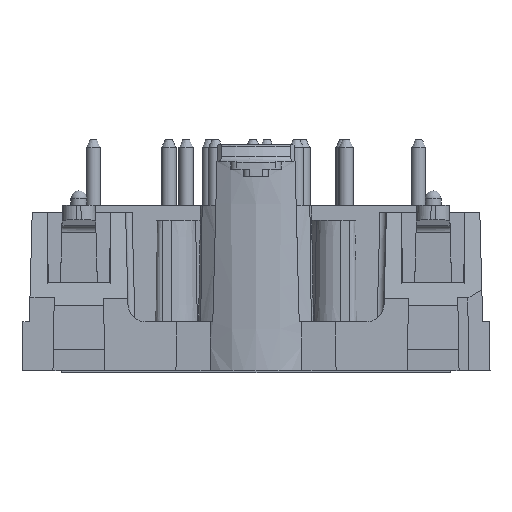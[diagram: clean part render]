
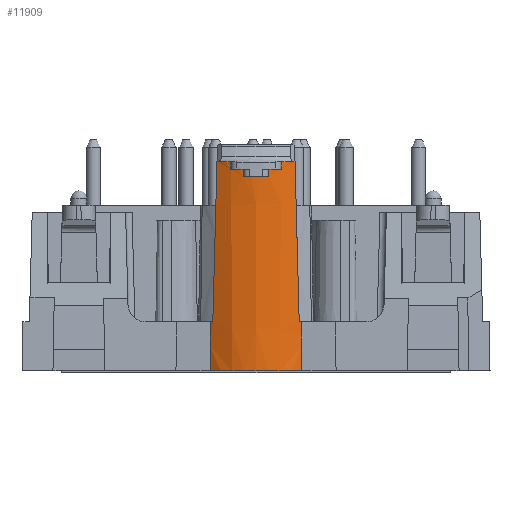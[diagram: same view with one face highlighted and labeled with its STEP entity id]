
A CAD part, left-side view. The second image highlights one B-rep face of the part: STEP entity #11909.
In plain terms, the highlighted conical face has half-angle 0.516 degrees and reference radius 5.5 mm.
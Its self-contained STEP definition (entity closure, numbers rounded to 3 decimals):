
#42=ELLIPSE('',#16420,283.039,6.957);
#43=ELLIPSE('',#16436,283.039,6.957);
#84=ELLIPSE('',#16646,248.172,3.71);
#85=ELLIPSE('',#16649,248.172,3.71);
#231=CONICAL_SURFACE('',#16647,5.5,0.009);
#339=CIRCLE('',#16422,5.6);
#340=CIRCLE('',#16425,5.595);
#341=CIRCLE('',#16428,5.591);
#342=CIRCLE('',#16431,5.595);
#343=CIRCLE('',#16434,5.6);
#406=CIRCLE('',#16629,5.5);
#408=CIRCLE('',#16632,5.5);
#412=CIRCLE('',#16648,5.469);
#847=B_SPLINE_CURVE_WITH_KNOTS('',3,(#24172,#24173,#24174,#24175,#24176,
#24177,#24178),.UNSPECIFIED.,.F.,.F.,(4,3,4),(0.002,0.002,
0.002),.UNSPECIFIED.);
#848=B_SPLINE_CURVE_WITH_KNOTS('',3,(#24186,#24187,#24188,#24189,#24190,
#24191,#24192),.UNSPECIFIED.,.F.,.F.,(4,3,4),(0.002,0.002,
0.003),.UNSPECIFIED.);
#849=B_SPLINE_CURVE_WITH_KNOTS('',3,(#24200,#24201,#24202,#24203,#24204,
#24205,#24206),.UNSPECIFIED.,.F.,.F.,(4,3,4),(0.002,0.002,
0.002),.UNSPECIFIED.);
#850=B_SPLINE_CURVE_WITH_KNOTS('',3,(#24214,#24215,#24216,#24217,#24218,
#24219,#24220),.UNSPECIFIED.,.F.,.F.,(4,3,4),(0.002,0.002,
0.002),.UNSPECIFIED.);
#2589=ORIENTED_EDGE('',*,*,#5253,.F.);
#2590=ORIENTED_EDGE('',*,*,#5254,.F.);
#2591=ORIENTED_EDGE('',*,*,#5229,.T.);
#2592=ORIENTED_EDGE('',*,*,#5028,.F.);
#2593=ORIENTED_EDGE('',*,*,#5026,.T.);
#2594=ORIENTED_EDGE('',*,*,#5024,.T.);
#2595=ORIENTED_EDGE('',*,*,#5022,.T.);
#2596=ORIENTED_EDGE('',*,*,#5020,.T.);
#2597=ORIENTED_EDGE('',*,*,#5018,.T.);
#2598=ORIENTED_EDGE('',*,*,#5016,.T.);
#2599=ORIENTED_EDGE('',*,*,#5014,.T.);
#2600=ORIENTED_EDGE('',*,*,#5012,.T.);
#2601=ORIENTED_EDGE('',*,*,#5010,.T.);
#2602=ORIENTED_EDGE('',*,*,#5008,.F.);
#2603=ORIENTED_EDGE('',*,*,#5227,.T.);
#2604=ORIENTED_EDGE('',*,*,#5251,.T.);
#5008=EDGE_CURVE('',#6516,#6517,#42,.F.);
#5010=EDGE_CURVE('',#6518,#6517,#339,.T.);
#5012=EDGE_CURVE('',#6519,#6518,#847,.T.);
#5014=EDGE_CURVE('',#6520,#6519,#340,.T.);
#5016=EDGE_CURVE('',#6521,#6520,#848,.T.);
#5018=EDGE_CURVE('',#6522,#6521,#341,.T.);
#5020=EDGE_CURVE('',#6523,#6522,#849,.T.);
#5022=EDGE_CURVE('',#6524,#6523,#342,.T.);
#5024=EDGE_CURVE('',#6525,#6524,#850,.T.);
#5026=EDGE_CURVE('',#6526,#6525,#343,.T.);
#5028=EDGE_CURVE('',#6526,#6527,#43,.F.);
#5227=EDGE_CURVE('',#6516,#6657,#406,.T.);
#5229=EDGE_CURVE('',#6658,#6527,#408,.T.);
#5251=EDGE_CURVE('',#6657,#6677,#84,.F.);
#5253=EDGE_CURVE('',#6678,#6677,#412,.F.);
#5254=EDGE_CURVE('',#6658,#6678,#85,.T.);
#6516=VERTEX_POINT('',#24163);
#6517=VERTEX_POINT('',#24165);
#6518=VERTEX_POINT('',#24169);
#6519=VERTEX_POINT('',#24179);
#6520=VERTEX_POINT('',#24183);
#6521=VERTEX_POINT('',#24193);
#6522=VERTEX_POINT('',#24197);
#6523=VERTEX_POINT('',#24207);
#6524=VERTEX_POINT('',#24211);
#6525=VERTEX_POINT('',#24221);
#6526=VERTEX_POINT('',#24225);
#6527=VERTEX_POINT('',#24229);
#6657=VERTEX_POINT('',#24649);
#6658=VERTEX_POINT('',#24653);
#6677=VERTEX_POINT('',#24702);
#6678=VERTEX_POINT('',#24707);
#9746=EDGE_LOOP('',(#2589,#2590,#2591,#2592,#2593,#2594,#2595,#2596,#2597,
#2598,#2599,#2600,#2601,#2602,#2603,#2604));
#10630=FACE_BOUND('',#9746,.T.);
#11909=ADVANCED_FACE('',(#10630),#231,.T.);
#16420=AXIS2_PLACEMENT_3D('',#24164,#18148,#18149);
#16422=AXIS2_PLACEMENT_3D('',#24168,#18153,#18154);
#16425=AXIS2_PLACEMENT_3D('',#24182,#18161,#18162);
#16428=AXIS2_PLACEMENT_3D('',#24196,#18169,#18170);
#16431=AXIS2_PLACEMENT_3D('',#24210,#18177,#18178);
#16434=AXIS2_PLACEMENT_3D('',#24224,#18185,#18186);
#16436=AXIS2_PLACEMENT_3D('',#24228,#18190,#18191);
#16629=AXIS2_PLACEMENT_3D('',#24650,#18674,#18675);
#16632=AXIS2_PLACEMENT_3D('',#24654,#18680,#18681);
#16646=AXIS2_PLACEMENT_3D('',#24703,#18724,#18725);
#16647=AXIS2_PLACEMENT_3D('',#24705,#18727,#18728);
#16648=AXIS2_PLACEMENT_3D('',#24706,#18729,#18730);
#16649=AXIS2_PLACEMENT_3D('',#24708,#18731,#18732);
#18148=DIRECTION('',(0.,-1.,-0.026));
#18149=DIRECTION('',(0.,-0.026,1.));
#18153=DIRECTION('',(0.,0.,-1.));
#18154=DIRECTION('',(-1.,0.,0.));
#18161=DIRECTION('',(0.,0.,-1.));
#18162=DIRECTION('',(-1.,0.,0.));
#18169=DIRECTION('',(0.,0.,-1.));
#18170=DIRECTION('',(-1.,0.,0.));
#18177=DIRECTION('',(0.,0.,-1.));
#18178=DIRECTION('',(-1.,0.,0.));
#18185=DIRECTION('',(0.,0.,-1.));
#18186=DIRECTION('',(-1.,0.,0.));
#18190=DIRECTION('',(0.,1.,-0.026));
#18191=DIRECTION('',(0.,0.026,1.));
#18674=DIRECTION('',(0.,0.,-1.));
#18675=DIRECTION('',(-1.,0.,0.));
#18680=DIRECTION('',(0.,0.,-1.));
#18681=DIRECTION('',(-1.,0.,0.));
#18724=DIRECTION('',(1.,0.,0.017));
#18725=DIRECTION('',(-0.017,0.,1.));
#18727=DIRECTION('',(0.,0.,1.));
#18728=DIRECTION('',(-1.,0.,0.));
#18729=DIRECTION('',(0.,0.,1.));
#18730=DIRECTION('',(1.,0.,0.));
#18731=DIRECTION('',(1.,0.,0.017));
#18732=DIRECTION('',(-0.017,0.,1.));
#24163=CARTESIAN_POINT('',(-32.11,3.,3.4));
#24164=CARTESIAN_POINT('',(-27.5,-2.549,215.309));
#24165=CARTESIAN_POINT('',(-32.401,2.709,14.5));
#24168=CARTESIAN_POINT('',(-27.5,0.,14.5));
#24169=CARTESIAN_POINT('',(-32.82,1.75,14.5));
#24172=CARTESIAN_POINT('',(-32.815,1.75,14.));
#24173=CARTESIAN_POINT('',(-32.815,1.75,14.05));
#24174=CARTESIAN_POINT('',(-32.816,1.75,14.1));
#24175=CARTESIAN_POINT('',(-32.816,1.75,14.15));
#24176=CARTESIAN_POINT('',(-32.817,1.75,14.266));
#24177=CARTESIAN_POINT('',(-32.818,1.75,14.383));
#24178=CARTESIAN_POINT('',(-32.82,1.75,14.5));
#24179=CARTESIAN_POINT('',(-32.815,1.75,14.));
#24182=CARTESIAN_POINT('',(-27.5,0.,14.));
#24183=CARTESIAN_POINT('',(-33.023,0.9,14.));
#24186=CARTESIAN_POINT('',(-33.018,0.9,13.5));
#24187=CARTESIAN_POINT('',(-33.018,0.9,13.542));
#24188=CARTESIAN_POINT('',(-33.019,0.9,13.583));
#24189=CARTESIAN_POINT('',(-33.019,0.9,13.625));
#24190=CARTESIAN_POINT('',(-33.02,0.9,13.75));
#24191=CARTESIAN_POINT('',(-33.021,0.9,13.875));
#24192=CARTESIAN_POINT('',(-33.023,0.9,14.));
#24193=CARTESIAN_POINT('',(-33.018,0.9,13.5));
#24196=CARTESIAN_POINT('',(-27.5,0.,13.5));
#24197=CARTESIAN_POINT('',(-33.018,-0.9,13.5));
#24200=CARTESIAN_POINT('',(-33.023,-0.9,14.));
#24201=CARTESIAN_POINT('',(-33.021,-0.9,13.875));
#24202=CARTESIAN_POINT('',(-33.02,-0.9,13.75));
#24203=CARTESIAN_POINT('',(-33.019,-0.9,13.625));
#24204=CARTESIAN_POINT('',(-33.019,-0.9,13.583));
#24205=CARTESIAN_POINT('',(-33.018,-0.9,13.542));
#24206=CARTESIAN_POINT('',(-33.018,-0.9,13.5));
#24207=CARTESIAN_POINT('',(-33.023,-0.9,14.));
#24210=CARTESIAN_POINT('',(-27.5,0.,14.));
#24211=CARTESIAN_POINT('',(-32.815,-1.75,14.));
#24214=CARTESIAN_POINT('',(-32.82,-1.75,14.5));
#24215=CARTESIAN_POINT('',(-32.818,-1.75,14.383));
#24216=CARTESIAN_POINT('',(-32.817,-1.75,14.266));
#24217=CARTESIAN_POINT('',(-32.816,-1.75,14.15));
#24218=CARTESIAN_POINT('',(-32.816,-1.75,14.1));
#24219=CARTESIAN_POINT('',(-32.815,-1.75,14.05));
#24220=CARTESIAN_POINT('',(-32.815,-1.75,14.));
#24221=CARTESIAN_POINT('',(-32.82,-1.75,14.5));
#24224=CARTESIAN_POINT('',(-27.5,0.,14.5));
#24225=CARTESIAN_POINT('',(-32.401,-2.709,14.5));
#24228=CARTESIAN_POINT('',(-27.5,2.549,215.309));
#24229=CARTESIAN_POINT('',(-32.11,-3.,3.4));
#24649=CARTESIAN_POINT('',(-32.,3.162,3.4));
#24650=CARTESIAN_POINT('',(-27.5,0.,3.4));
#24653=CARTESIAN_POINT('',(-32.,-3.162,3.4));
#24654=CARTESIAN_POINT('',(-27.5,0.,3.4));
#24702=CARTESIAN_POINT('',(-31.941,3.193,0.));
#24703=CARTESIAN_POINT('',(-29.735,0.,-126.336));
#24705=CARTESIAN_POINT('',(-27.5,0.,3.4));
#24706=CARTESIAN_POINT('',(-27.5,0.,0.));
#24707=CARTESIAN_POINT('',(-31.941,-3.193,0.));
#24708=CARTESIAN_POINT('',(-29.735,0.,-126.336));
